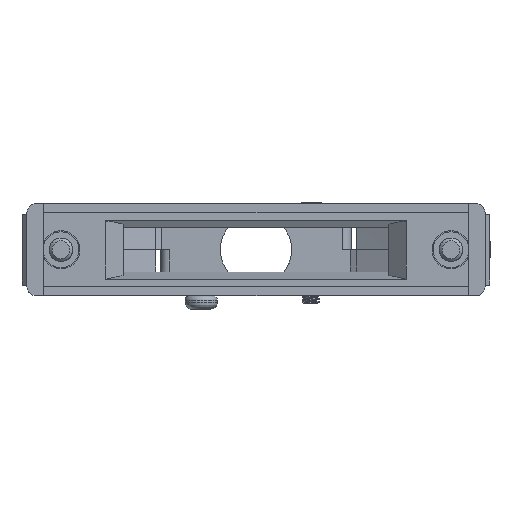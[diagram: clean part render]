
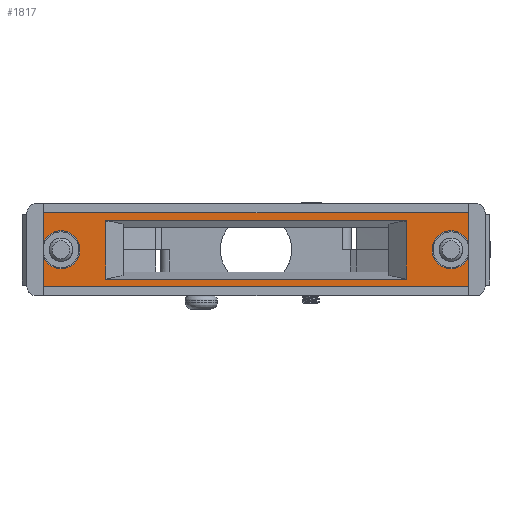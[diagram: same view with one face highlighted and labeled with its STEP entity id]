
A CAD part, front view. The second image highlights one B-rep face of the part: STEP entity #1817.
In plain terms, the highlighted planar face has unit normal (0, -1, 0).
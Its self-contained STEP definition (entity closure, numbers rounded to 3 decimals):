
#1617=CARTESIAN_POINT('',(-17.201,-7.348,-1.847));
#1618=VERTEX_POINT('',#1617);
#1625=CARTESIAN_POINT('',(-17.201,-7.348,-8.45));
#1626=VERTEX_POINT('',#1625);
#1627=CARTESIAN_POINT('',(-17.201,-7.348,-1.847));
#1628=DIRECTION('',(0.,0.,-1.));
#1629=VECTOR('',#1628,6.603);
#1630=LINE('',#1627,#1629);
#1631=EDGE_CURVE('',#1618,#1626,#1630,.T.);
#1681=CARTESIAN_POINT('',(-0.361,-7.348,-5.149));
#1682=DIRECTION('',(1.,0.,0.));
#1683=DIRECTION('',(0.,-1.,0.));
#1684=AXIS2_PLACEMENT_3D('',#1681,#1683,#1682);
#1685=PLANE('',#1684);
#1686=CARTESIAN_POINT('',(-25.4,-7.348,-0.997));
#1687=VERTEX_POINT('',#1686);
#1688=CARTESIAN_POINT('',(-25.4,-7.348,-5.147));
#1689=VERTEX_POINT('',#1688);
#1690=CARTESIAN_POINT('',(-25.4,-7.348,-0.997));
#1691=DIRECTION('',(0.,0.,-1.));
#1692=VECTOR('',#1691,4.15);
#1693=LINE('',#1690,#1692);
#1694=EDGE_CURVE('',#1687,#1689,#1693,.T.);
#1695=ORIENTED_EDGE('',*,*,#1694,.T.);
#1696=CARTESIAN_POINT('',(-25.201,-7.348,-5.15));
#1697=VERTEX_POINT('',#1696);
#1698=CARTESIAN_POINT('',(-25.4,-7.348,-5.147));
#1699=DIRECTION('',(1.,0.,0.));
#1700=VECTOR('',#1699,0.199);
#1701=LINE('',#1698,#1700);
#1702=EDGE_CURVE('',#1689,#1697,#1701,.T.);
#1703=ORIENTED_EDGE('',*,*,#1702,.T.);
#1704=CARTESIAN_POINT('',(-25.201,-7.348,-9.3));
#1705=VERTEX_POINT('',#1704);
#1706=CARTESIAN_POINT('',(-25.201,-7.348,-5.15));
#1707=DIRECTION('',(0.,0.,-1.));
#1708=VECTOR('',#1707,4.15);
#1709=LINE('',#1706,#1708);
#1710=EDGE_CURVE('',#1697,#1705,#1709,.T.);
#1711=ORIENTED_EDGE('',*,*,#1710,.T.);
#1712=CARTESIAN_POINT('',(24.679,-7.348,-9.3));
#1713=VERTEX_POINT('',#1712);
#1714=CARTESIAN_POINT('',(-25.201,-7.348,-9.3));
#1715=DIRECTION('',(1.,0.,0.));
#1716=VECTOR('',#1715,49.88);
#1717=LINE('',#1714,#1716);
#1718=EDGE_CURVE('',#1705,#1713,#1717,.T.);
#1719=ORIENTED_EDGE('',*,*,#1718,.T.);
#1720=CARTESIAN_POINT('',(24.679,-7.348,-5.15));
#1721=VERTEX_POINT('',#1720);
#1722=CARTESIAN_POINT('',(24.679,-7.348,-9.3));
#1723=DIRECTION('',(0.,0.,1.));
#1724=VECTOR('',#1723,4.15);
#1725=LINE('',#1722,#1724);
#1726=EDGE_CURVE('',#1713,#1721,#1725,.T.);
#1727=ORIENTED_EDGE('',*,*,#1726,.T.);
#1728=CARTESIAN_POINT('',(24.48,-7.348,-5.147));
#1729=VERTEX_POINT('',#1728);
#1730=CARTESIAN_POINT('',(24.679,-7.348,-5.15));
#1731=DIRECTION('',(-1.,0.,0.));
#1732=VECTOR('',#1731,0.199);
#1733=LINE('',#1730,#1732);
#1734=EDGE_CURVE('',#1721,#1729,#1733,.T.);
#1735=ORIENTED_EDGE('',*,*,#1734,.T.);
#1736=CARTESIAN_POINT('',(24.48,-7.348,-0.997));
#1737=VERTEX_POINT('',#1736);
#1738=CARTESIAN_POINT('',(24.48,-7.348,-5.147));
#1739=DIRECTION('',(0.,0.,1.));
#1740=VECTOR('',#1739,4.15);
#1741=LINE('',#1738,#1740);
#1742=EDGE_CURVE('',#1729,#1737,#1741,.T.);
#1743=ORIENTED_EDGE('',*,*,#1742,.T.);
#1744=CARTESIAN_POINT('',(24.48,-7.348,-0.997));
#1745=DIRECTION('',(-1.,0.,0.));
#1746=VECTOR('',#1745,49.88);
#1747=LINE('',#1744,#1746);
#1748=EDGE_CURVE('',#1737,#1687,#1747,.T.);
#1749=ORIENTED_EDGE('',*,*,#1748,.T.);
#1750=EDGE_LOOP('',(#1695,#1703,#1711,#1719,#1727,#1735,#1743,#1749));
#1751=FACE_OUTER_BOUND('',#1750,.T.);
#1752=CARTESIAN_POINT('',(-24.316,-7.348,-5.149));
#1753=VERTEX_POINT('',#1752);
#1754=CARTESIAN_POINT('',(-20.066,-7.348,-5.149));
#1755=VERTEX_POINT('',#1754);
#1756=CARTESIAN_POINT('',(-22.191,-7.348,-5.147));
#1757=DIRECTION('',(-1.,0.,0.));
#1758=DIRECTION('',(-0.,1.,0.));
#1759=AXIS2_PLACEMENT_3D('',#1756,#1758,#1757);
#1760=CIRCLE('',#1759,2.125);
#1761=EDGE_CURVE('',#1753,#1755,#1760,.T.);
#1762=ORIENTED_EDGE('',*,*,#1761,.T.);
#1763=CARTESIAN_POINT('',(-22.191,-7.348,-5.15));
#1764=DIRECTION('',(1.,0.,0.));
#1765=DIRECTION('',(0.,1.,0.));
#1766=AXIS2_PLACEMENT_3D('',#1763,#1765,#1764);
#1767=CIRCLE('',#1766,2.125);
#1768=EDGE_CURVE('',#1755,#1753,#1767,.T.);
#1769=ORIENTED_EDGE('',*,*,#1768,.T.);
#1770=EDGE_LOOP('',(#1762,#1769));
#1771=FACE_BOUND('',#1770,.T.);
#1772=CARTESIAN_POINT('',(23.594,-7.348,-5.149));
#1773=VERTEX_POINT('',#1772);
#1774=CARTESIAN_POINT('',(19.344,-7.348,-5.149));
#1775=VERTEX_POINT('',#1774);
#1776=CARTESIAN_POINT('',(21.469,-7.348,-5.15));
#1777=DIRECTION('',(1.,0.,0.));
#1778=DIRECTION('',(0.,1.,0.));
#1779=AXIS2_PLACEMENT_3D('',#1776,#1778,#1777);
#1780=CIRCLE('',#1779,2.125);
#1781=EDGE_CURVE('',#1773,#1775,#1780,.T.);
#1782=ORIENTED_EDGE('',*,*,#1781,.T.);
#1783=CARTESIAN_POINT('',(21.469,-7.348,-5.147));
#1784=DIRECTION('',(-1.,0.,0.));
#1785=DIRECTION('',(0.,1.,0.));
#1786=AXIS2_PLACEMENT_3D('',#1783,#1785,#1784);
#1787=CIRCLE('',#1786,2.125);
#1788=EDGE_CURVE('',#1775,#1773,#1787,.T.);
#1789=ORIENTED_EDGE('',*,*,#1788,.T.);
#1790=EDGE_LOOP('',(#1782,#1789));
#1791=FACE_BOUND('',#1790,.T.);
#1792=CARTESIAN_POINT('',(16.479,-7.348,-8.45));
#1793=VERTEX_POINT('',#1792);
#1794=CARTESIAN_POINT('',(16.479,-7.348,-8.45));
#1795=DIRECTION('',(-1.,0.,0.));
#1796=VECTOR('',#1795,33.68);
#1797=LINE('',#1794,#1796);
#1798=EDGE_CURVE('',#1793,#1626,#1797,.T.);
#1799=ORIENTED_EDGE('',*,*,#1798,.T.);
#1800=ORIENTED_EDGE('',*,*,#1631,.F.);
#1801=CARTESIAN_POINT('',(16.479,-7.348,-1.847));
#1802=VERTEX_POINT('',#1801);
#1803=CARTESIAN_POINT('',(-17.201,-7.348,-1.847));
#1804=DIRECTION('',(1.,0.,0.));
#1805=VECTOR('',#1804,33.68);
#1806=LINE('',#1803,#1805);
#1807=EDGE_CURVE('',#1618,#1802,#1806,.T.);
#1808=ORIENTED_EDGE('',*,*,#1807,.T.);
#1809=CARTESIAN_POINT('',(16.479,-7.348,-1.847));
#1810=DIRECTION('',(0.,0.,-1.));
#1811=VECTOR('',#1810,6.603);
#1812=LINE('',#1809,#1811);
#1813=EDGE_CURVE('',#1802,#1793,#1812,.T.);
#1814=ORIENTED_EDGE('',*,*,#1813,.T.);
#1815=EDGE_LOOP('',(#1799,#1800,#1808,#1814));
#1816=FACE_BOUND('',#1815,.T.);
#1817=ADVANCED_FACE('',(#1751,#1771,#1791,#1816),#1685,.T.);
